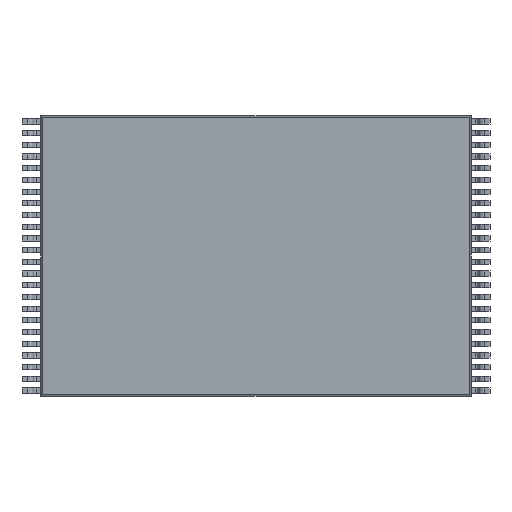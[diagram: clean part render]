
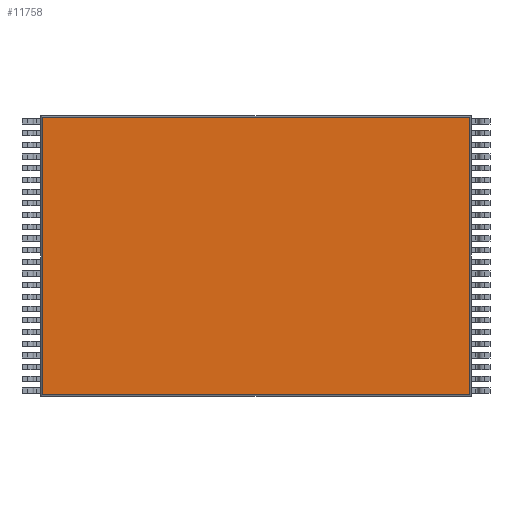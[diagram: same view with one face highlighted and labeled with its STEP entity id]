
A CAD part, front view. The second image highlights one B-rep face of the part: STEP entity #11758.
In plain terms, the highlighted planar face has unit normal (0, -1, 0).
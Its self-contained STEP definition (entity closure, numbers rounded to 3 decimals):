
#1740 = VERTEX_POINT ( 'NONE', #6174 ) ;
#1787 = ORIENTED_EDGE ( 'NONE', *, *, #2100, .T. ) ;
#1866 = DIRECTION ( 'NONE',  ( 0., 0., -1. ) ) ;
#2100 = EDGE_CURVE ( 'NONE', #13724, #14381, #6925, .T. ) ;
#2197 = AXIS2_PLACEMENT_3D ( 'NONE', #3699, #20383, #10450 ) ;
#2362 = LINE ( 'NONE', #6278, #10940 ) ;
#3699 = CARTESIAN_POINT ( 'NONE',  ( 0., 0.1, 0. ) ) ;
#3879 = CARTESIAN_POINT ( 'NONE',  ( 9.133, 0.1, -6. ) ) ;
#4075 = VERTEX_POINT ( 'NONE', #13204 ) ;
#4830 = VECTOR ( 'NONE', #5786, 1000. ) ;
#5290 = EDGE_LOOP ( 'NONE', ( #11433, #7979, #1787, #7573 ) ) ;
#5786 = DIRECTION ( 'NONE',  ( 0., 0., 1. ) ) ;
#6174 = CARTESIAN_POINT ( 'NONE',  ( -9.133, 0.1, 5.933 ) ) ;
#6278 = CARTESIAN_POINT ( 'NONE',  ( 9.2, 0.1, 5.933 ) ) ;
#6925 = LINE ( 'NONE', #3879, #4830 ) ;
#7106 = CARTESIAN_POINT ( 'NONE',  ( 9.133, 0.1, 5.933 ) ) ;
#7573 = ORIENTED_EDGE ( 'NONE', *, *, #17395, .T. ) ;
#7758 = VECTOR ( 'NONE', #1866, 1000. ) ;
#7875 = DIRECTION ( 'NONE',  ( -1., 0., 0. ) ) ;
#7979 = ORIENTED_EDGE ( 'NONE', *, *, #21146, .T. ) ;
#9106 = VECTOR ( 'NONE', #18206, 1000. ) ;
#10450 = DIRECTION ( 'NONE',  ( 0., 0., -1. ) ) ;
#10698 = CARTESIAN_POINT ( 'NONE',  ( 9.133, 0.1, -5.933 ) ) ;
#10940 = VECTOR ( 'NONE', #7875, 1000. ) ;
#11433 = ORIENTED_EDGE ( 'NONE', *, *, #13546, .T. ) ;
#11758 = ADVANCED_FACE ( 'NONE', ( #20025 ), #18610, .T. ) ;
#11828 = CARTESIAN_POINT ( 'NONE',  ( -9.133, 0.1, 6. ) ) ;
#12043 = CARTESIAN_POINT ( 'NONE',  ( -9.2, 0.1, -5.933 ) ) ;
#13204 = CARTESIAN_POINT ( 'NONE',  ( -9.133, 0.1, -5.933 ) ) ;
#13546 = EDGE_CURVE ( 'NONE', #1740, #4075, #20984, .T. ) ;
#13724 = VERTEX_POINT ( 'NONE', #10698 ) ;
#14381 = VERTEX_POINT ( 'NONE', #7106 ) ;
#17395 = EDGE_CURVE ( 'NONE', #14381, #1740, #2362, .T. ) ;
#17937 = LINE ( 'NONE', #12043, #9106 ) ;
#18206 = DIRECTION ( 'NONE',  ( 1., 0., 0. ) ) ;
#18610 = PLANE ( 'NONE',  #2197 ) ;
#20025 = FACE_OUTER_BOUND ( 'NONE', #5290, .T. ) ;
#20383 = DIRECTION ( 'NONE',  ( 0., -1., 0. ) ) ;
#20984 = LINE ( 'NONE', #11828, #7758 ) ;
#21146 = EDGE_CURVE ( 'NONE', #4075, #13724, #17937, .T. ) ;
